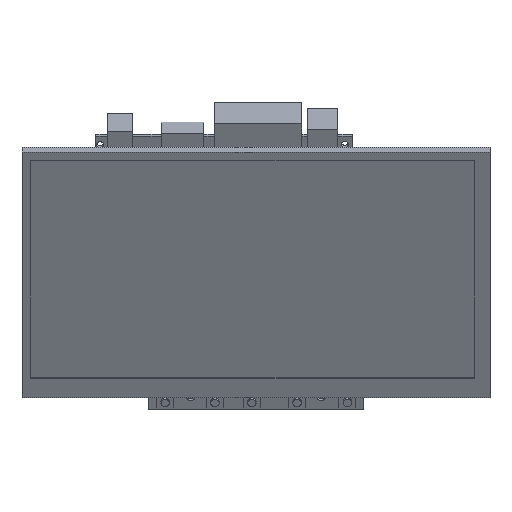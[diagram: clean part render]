
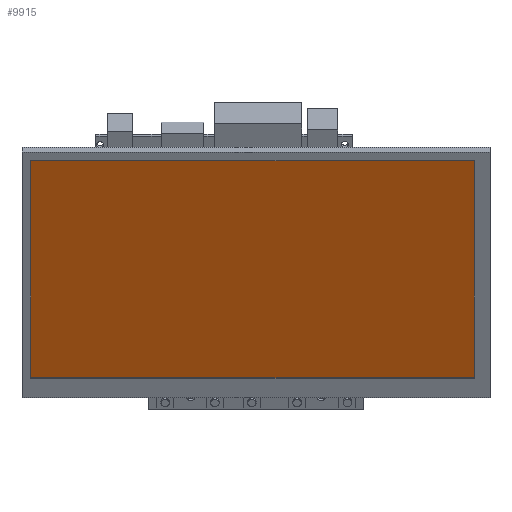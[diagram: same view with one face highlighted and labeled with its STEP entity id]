
A CAD part, left-side view. The second image highlights one B-rep face of the part: STEP entity #9915.
In plain terms, the highlighted planar face has unit normal (-0.866, 0, -0.5).
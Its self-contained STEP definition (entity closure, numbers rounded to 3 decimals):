
#9299 = PLANE('',#9300);
#9300 = AXIS2_PLACEMENT_3D('',#9301,#9302,#9303);
#9301 = CARTESIAN_POINT('',(-41.637,276.5,-52.791));
#9302 = DIRECTION('',(0.,-1.,0.));
#9303 = DIRECTION('',(-0.5,0.,0.866));
#9327 = PLANE('',#9328);
#9328 = AXIS2_PLACEMENT_3D('',#9329,#9330,#9331);
#9329 = CARTESIAN_POINT('',(-85.887,276.5,23.852));
#9330 = DIRECTION('',(0.5,0.,-0.866));
#9331 = DIRECTION('',(0.,-1.,0.));
#9355 = PLANE('',#9356);
#9356 = AXIS2_PLACEMENT_3D('',#9357,#9358,#9359);
#9357 = CARTESIAN_POINT('',(-85.887,120.,23.852));
#9358 = DIRECTION('',(0.,1.,0.));
#9359 = DIRECTION('',(0.5,0.,-0.866));
#9381 = PLANE('',#9382);
#9382 = AXIS2_PLACEMENT_3D('',#9383,#9384,#9385);
#9383 = CARTESIAN_POINT('',(-41.637,120.,-52.791));
#9384 = DIRECTION('',(-0.5,0.,0.866));
#9385 = DIRECTION('',(0.,1.,0.));
#9518 = VERTEX_POINT('',#9519);
#9519 = CARTESIAN_POINT('',(-41.464,276.5,-52.691));
#9540 = EDGE_CURVE('',#9518,#9541,#9543,.T.);
#9541 = VERTEX_POINT('',#9542);
#9542 = CARTESIAN_POINT('',(-85.714,276.5,23.952));
#9543 = SURFACE_CURVE('',#9544,(#9548,#9555),.PCURVE_S1.);
#9544 = LINE('',#9545,#9546);
#9545 = CARTESIAN_POINT('',(-41.464,276.5,-52.691));
#9546 = VECTOR('',#9547,1.);
#9547 = DIRECTION('',(-0.5,0.,0.866));
#9548 = PCURVE('',#9299,#9549);
#9549 = DEFINITIONAL_REPRESENTATION('',(#9550),#9554);
#9550 = LINE('',#9551,#9552);
#9551 = CARTESIAN_POINT('',(0.,-0.2));
#9552 = VECTOR('',#9553,1.);
#9553 = DIRECTION('',(1.,0.));
#9554 = ( GEOMETRIC_REPRESENTATION_CONTEXT(2) 
PARAMETRIC_REPRESENTATION_CONTEXT() REPRESENTATION_CONTEXT('2D SPACE',''
  ) );
#9555 = PCURVE('',#9556,#9561);
#9556 = PLANE('',#9557);
#9557 = AXIS2_PLACEMENT_3D('',#9558,#9559,#9560);
#9558 = CARTESIAN_POINT('',(-63.589,198.25,-14.37));
#9559 = DIRECTION('',(-0.866,0.,-0.5));
#9560 = DIRECTION('',(0.,-1.,0.));
#9561 = DEFINITIONAL_REPRESENTATION('',(#9562),#9566);
#9562 = LINE('',#9563,#9564);
#9563 = CARTESIAN_POINT('',(-78.25,-44.25));
#9564 = VECTOR('',#9565,1.);
#9565 = DIRECTION('',(0.,1.));
#9566 = ( GEOMETRIC_REPRESENTATION_CONTEXT(2) 
PARAMETRIC_REPRESENTATION_CONTEXT() REPRESENTATION_CONTEXT('2D SPACE',''
  ) );
#9594 = VERTEX_POINT('',#9595);
#9595 = CARTESIAN_POINT('',(-41.464,120.,-52.691));
#9616 = EDGE_CURVE('',#9594,#9518,#9617,.T.);
#9617 = SURFACE_CURVE('',#9618,(#9622,#9629),.PCURVE_S1.);
#9618 = LINE('',#9619,#9620);
#9619 = CARTESIAN_POINT('',(-41.464,120.,-52.691));
#9620 = VECTOR('',#9621,1.);
#9621 = DIRECTION('',(0.,1.,0.));
#9622 = PCURVE('',#9381,#9623);
#9623 = DEFINITIONAL_REPRESENTATION('',(#9624),#9628);
#9624 = LINE('',#9625,#9626);
#9625 = CARTESIAN_POINT('',(0.,-0.2));
#9626 = VECTOR('',#9627,1.);
#9627 = DIRECTION('',(1.,0.));
#9628 = ( GEOMETRIC_REPRESENTATION_CONTEXT(2) 
PARAMETRIC_REPRESENTATION_CONTEXT() REPRESENTATION_CONTEXT('2D SPACE',''
  ) );
#9629 = PCURVE('',#9556,#9630);
#9630 = DEFINITIONAL_REPRESENTATION('',(#9631),#9635);
#9631 = LINE('',#9632,#9633);
#9632 = CARTESIAN_POINT('',(78.25,-44.25));
#9633 = VECTOR('',#9634,1.);
#9634 = DIRECTION('',(-1.,0.));
#9635 = ( GEOMETRIC_REPRESENTATION_CONTEXT(2) 
PARAMETRIC_REPRESENTATION_CONTEXT() REPRESENTATION_CONTEXT('2D SPACE',''
  ) );
#9643 = VERTEX_POINT('',#9644);
#9644 = CARTESIAN_POINT('',(-85.714,120.,23.952));
#9665 = EDGE_CURVE('',#9643,#9594,#9666,.T.);
#9666 = SURFACE_CURVE('',#9667,(#9671,#9678),.PCURVE_S1.);
#9667 = LINE('',#9668,#9669);
#9668 = CARTESIAN_POINT('',(-85.714,120.,23.952));
#9669 = VECTOR('',#9670,1.);
#9670 = DIRECTION('',(0.5,0.,-0.866));
#9671 = PCURVE('',#9355,#9672);
#9672 = DEFINITIONAL_REPRESENTATION('',(#9673),#9677);
#9673 = LINE('',#9674,#9675);
#9674 = CARTESIAN_POINT('',(0.,-0.2));
#9675 = VECTOR('',#9676,1.);
#9676 = DIRECTION('',(1.,0.));
#9677 = ( GEOMETRIC_REPRESENTATION_CONTEXT(2) 
PARAMETRIC_REPRESENTATION_CONTEXT() REPRESENTATION_CONTEXT('2D SPACE',''
  ) );
#9678 = PCURVE('',#9556,#9679);
#9679 = DEFINITIONAL_REPRESENTATION('',(#9680),#9684);
#9680 = LINE('',#9681,#9682);
#9681 = CARTESIAN_POINT('',(78.25,44.25));
#9682 = VECTOR('',#9683,1.);
#9683 = DIRECTION('',(0.,-1.));
#9684 = ( GEOMETRIC_REPRESENTATION_CONTEXT(2) 
PARAMETRIC_REPRESENTATION_CONTEXT() REPRESENTATION_CONTEXT('2D SPACE',''
  ) );
#9692 = EDGE_CURVE('',#9541,#9643,#9693,.T.);
#9693 = SURFACE_CURVE('',#9694,(#9698,#9705),.PCURVE_S1.);
#9694 = LINE('',#9695,#9696);
#9695 = CARTESIAN_POINT('',(-85.714,276.5,23.952));
#9696 = VECTOR('',#9697,1.);
#9697 = DIRECTION('',(0.,-1.,0.));
#9698 = PCURVE('',#9327,#9699);
#9699 = DEFINITIONAL_REPRESENTATION('',(#9700),#9704);
#9700 = LINE('',#9701,#9702);
#9701 = CARTESIAN_POINT('',(0.,-0.2));
#9702 = VECTOR('',#9703,1.);
#9703 = DIRECTION('',(1.,0.));
#9704 = ( GEOMETRIC_REPRESENTATION_CONTEXT(2) 
PARAMETRIC_REPRESENTATION_CONTEXT() REPRESENTATION_CONTEXT('2D SPACE',''
  ) );
#9705 = PCURVE('',#9556,#9706);
#9706 = DEFINITIONAL_REPRESENTATION('',(#9707),#9711);
#9707 = LINE('',#9708,#9709);
#9708 = CARTESIAN_POINT('',(-78.25,44.25));
#9709 = VECTOR('',#9710,1.);
#9710 = DIRECTION('',(1.,0.));
#9711 = ( GEOMETRIC_REPRESENTATION_CONTEXT(2) 
PARAMETRIC_REPRESENTATION_CONTEXT() REPRESENTATION_CONTEXT('2D SPACE',''
  ) );
#9915 = ADVANCED_FACE('',(#9916),#9556,.T.);
#9916 = FACE_BOUND('',#9917,.F.);
#9917 = EDGE_LOOP('',(#9918,#9919,#9920,#9921));
#9918 = ORIENTED_EDGE('',*,*,#9692,.T.);
#9919 = ORIENTED_EDGE('',*,*,#9665,.T.);
#9920 = ORIENTED_EDGE('',*,*,#9616,.T.);
#9921 = ORIENTED_EDGE('',*,*,#9540,.T.);
